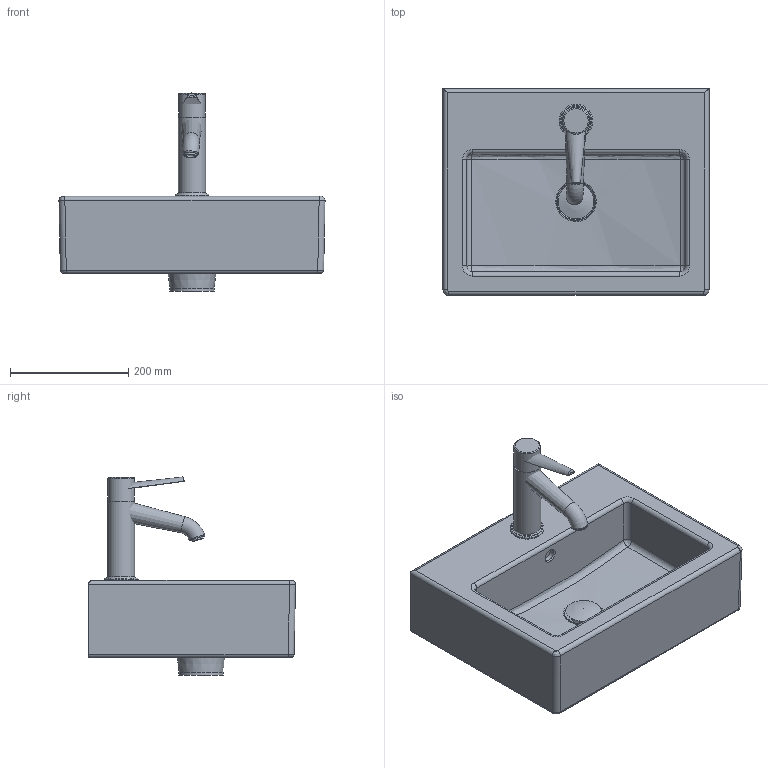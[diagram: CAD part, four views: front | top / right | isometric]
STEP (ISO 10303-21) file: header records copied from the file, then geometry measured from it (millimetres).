
FILE_DESCRIPTION((''),'2;1');
FILE_NAME('070445.stp','2007-10-05T14:51:53',('Huebner'),(''),'Autodesk Inventor 11','Autodesk Inventor 11','');
FILE_SCHEMA(('AUTOMOTIVE_DESIGN { 1 0 10303 214 1 1 1 1 }'));
Length unit declared in the file: millimetre
Products named in the file (9): 070445; Kelch; Stopfen; Baterie_Zusatz_VERO; hebel_Zusatz_VERO; Hebel2; Griff2; Neoperl2
Assembly tree (8 placements, depth 3):
  070445
    070445
    Kelch
    Stopfen
    Baterie_Zusatz_VERO
      hebel_Zusatz_VERO
      Hebel2
      Griff2
      Neoperl2
Bounding box: 449.73 x 349.86 x 334.77 mm (x, y, z)
Volume: 8641248.6 mm3; surface area: 903622.6 mm2
Topology: 8 solids, 8 shells, 153 faces, 340 edges, 207 vertices
Faces by surface type: cylinder 59, plane 47, bspline 26, torus 17, cone 4
Full cylindrical faces by diameter (mm): 15 x2, 16 x1, 20 x2, 35 x1, 42 x1, 44 x1, 45 x1, 46 x1, 52 x1, 57.193 x1, 60 x1, 65 x1, 75 x1
Entity records: 9403 total; most frequent: CARTESIAN_POINT 5944, DIRECTION 724, ORIENTED_EDGE 608, EDGE_CURVE 304, AXIS2_PLACEMENT_3D 303, VERTEX_POINT 200, EDGE_LOOP 200, FACE_OUTER_BOUND 153
